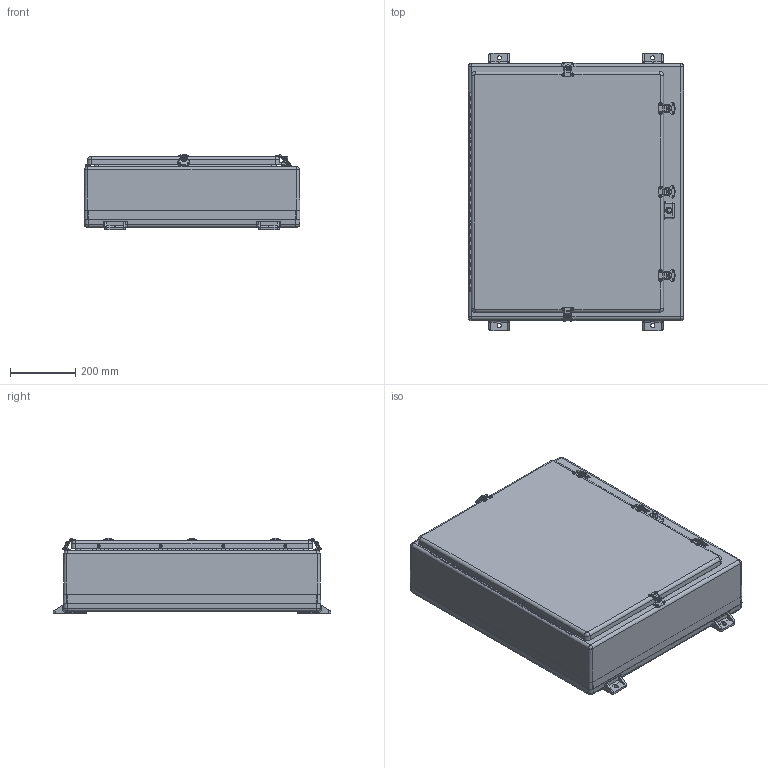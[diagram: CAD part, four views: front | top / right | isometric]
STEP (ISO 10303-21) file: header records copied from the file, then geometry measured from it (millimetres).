
FILE_DESCRIPTION(/* description */ (''),/* implementation_level */ '2;1');
FILE_NAME(/* name */ 'HW-N4X302408CH.stp',/* time_stamp */ '2014-03-13T13:12:59-05:00',/* author */ ('pmescher'),/* organization */ (''),/* preprocessor_version */ 'ST-DEVELOPER v15.2',/* originating_system */ 'Autodesk Inventor 2014',/* authorisation */ '');
FILE_SCHEMA (('AUTOMOTIVE_DESIGN { 1 0 10303 214 3 1 1 }'));
Length unit declared in the file: inch
Products named in the file (29): WPN30247SHWT; WPN3024B; WPN30247HWTPCVR; N30247G; WP3024HWU; LL150  LATCH KEEPER PAD; LL150 LATCH RIVET PIN; LL150 KEEPER PAD ASSEMBLY; LL150 LATCH WING; LL150 LATCH BASE; LL150 LATCH HINGE PIN; RMRIV46; LL150 LATCH CAM; LL150 LATCH; WT150 LATCH BASE; WT LL150 LATCH CAM; WT LL150 LATCH; HASP; 0.25-24X 0.437DP  INSERT; 0.25-24  HEXAGONAL BOLT; HASP ASSEMBLY; SS HINGE PIN (24); SS HINGE BASE  (24); SS HINGE COVER (24); RMWASAN960C10L; RMRIV64; 24; RMWAS375X125X062; N30247HWT_STP
Bounding box: 660.4 x 849.31 x 229.53 mm (x, y, z)
Volume: 9276211.7 mm3; surface area: 3753456.7 mm2
Topology: 90 solids, 90 shells, 1870 faces, 4458 edges, 2735 vertices
Faces by surface type: cylinder 751, plane 705, torus 202, cone 92, sphere 66, bspline 54
Full cylindrical faces by diameter (mm): 1.587 x10, 1.905 x10, 2.54 x12, 3.175 x59, 3.302 x14, 3.353 x10, 3.429 x10, 3.5 x10, 3.556 x26, 3.969 x10, 4.762 x22, 4.978 x1, 5.08 x10, 5.105 x16, 5.283 x8, 6.35 x18, 7.137 x2, 9.068 x12, 9.525 x10, 10.312 x3, 11.125 x8, 12.954 x2, 12.959 x2, 14.3 x4
Entity records: 31316 total; most frequent: CARTESIAN_POINT 6465, DIRECTION 5357, ORIENTED_EDGE 4594, EDGE_CURVE 2297, AXIS2_PLACEMENT_3D 2070, VERTEX_POINT 1560, EDGE_LOOP 1431, LINE 1217
